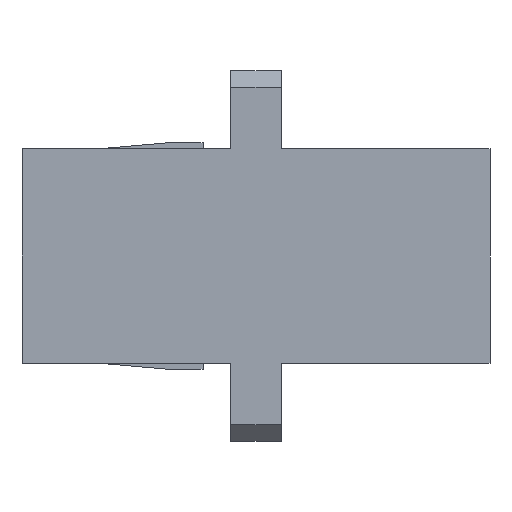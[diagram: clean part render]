
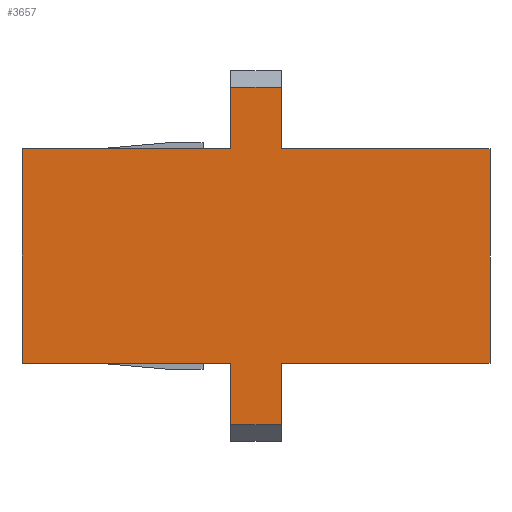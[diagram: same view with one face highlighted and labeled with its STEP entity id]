
A CAD part, left-side view. The second image highlights one B-rep face of the part: STEP entity #3657.
In plain terms, the highlighted planar face has unit normal (-1, 0, 0).
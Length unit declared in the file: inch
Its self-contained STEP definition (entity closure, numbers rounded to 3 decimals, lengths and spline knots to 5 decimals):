
#526 = CARTESIAN_POINT ( 'NONE',  ( -0.1825, -0.552, 0.2525 ) ) ;
#528 = CARTESIAN_POINT ( 'NONE',  ( -0.1825, -0.06, 0.2525 ) ) ;
#595 = DIRECTION ( 'NONE',  ( 0., 1., 0. ) ) ;
#596 = VECTOR ( 'NONE', #595, 39.37008 ) ;
#597 = CARTESIAN_POINT ( 'NONE',  ( -0.1825, -0.552, 0.2525 ) ) ;
#598 = LINE ( 'NONE', #597, #596 ) ;
#1216 = CARTESIAN_POINT ( 'NONE',  ( -0.1825, -0.06, -0.2525 ) ) ;
#1739 = DIRECTION ( 'NONE',  ( 0., -1., 0. ) ) ;
#1740 = VECTOR ( 'NONE', #1739, 39.37008 ) ;
#1741 = CARTESIAN_POINT ( 'NONE',  ( -0.1825, 0.552, -0.2525 ) ) ;
#1742 = LINE ( 'NONE', #1741, #1740 ) ;
#1748 = CARTESIAN_POINT ( 'NONE',  ( -0.1825, 0.06, -0.2525 ) ) ;
#1754 = CARTESIAN_POINT ( 'NONE',  ( -0.1825, 0.552, -0.2525 ) ) ;
#2073 = DIRECTION ( 'NONE',  ( 0., 1., 0. ) ) ;
#2074 = VECTOR ( 'NONE', #2073, 39.37008 ) ;
#2075 = CARTESIAN_POINT ( 'NONE',  ( -0.1825, -0.552, -0.2525 ) ) ;
#2076 = LINE ( 'NONE', #2075, #2074 ) ;
#2077 = CARTESIAN_POINT ( 'NONE',  ( -0.1825, -0.552, -0.2525 ) ) ;
#2472 = DIRECTION ( 'NONE',  ( 0., 0., 1. ) ) ;
#2473 = VECTOR ( 'NONE', #2472, 39.37008 ) ;
#2474 = CARTESIAN_POINT ( 'NONE',  ( -0.1825, 0.552, -0.2525 ) ) ;
#2475 = LINE ( 'NONE', #2474, #2473 ) ;
#2628 = CARTESIAN_POINT ( 'NONE',  ( -0.1825, 0.552, 0.2525 ) ) ;
#2776 = DIRECTION ( 'NONE',  ( 0., -1., 0. ) ) ;
#2777 = VECTOR ( 'NONE', #2776, 39.37008 ) ;
#2778 = CARTESIAN_POINT ( 'NONE',  ( -0.1825, 0.552, 0.2525 ) ) ;
#2779 = LINE ( 'NONE', #2778, #2777 ) ;
#2780 = CARTESIAN_POINT ( 'NONE',  ( -0.1825, 0.06, 0.2525 ) ) ;
#3640 = ORIENTED_EDGE ( 'NONE', *, *, #3641, .T. ) ;
#3641 = EDGE_CURVE ( 'NONE', #7119, #6484, #9556, .T. ) ;
#3642 = ORIENTED_EDGE ( 'NONE', *, *, #6516, .T. ) ;
#3643 = ORIENTED_EDGE ( 'NONE', *, *, #3644, .T. ) ;
#3644 = EDGE_CURVE ( 'NONE', #6482, #3645, #9548, .T. ) ;
#3645 = VERTEX_POINT ( 'NONE', #9544 ) ;
#3646 = ORIENTED_EDGE ( 'NONE', *, *, #3647, .T. ) ;
#3647 = EDGE_CURVE ( 'NONE', #3645, #3682, #9543, .T. ) ;
#3648 = ORIENTED_EDGE ( 'NONE', *, *, #3681, .F. ) ;
#3649 = ORIENTED_EDGE ( 'NONE', *, *, #10975, .F. ) ;
#3650 = ORIENTED_EDGE ( 'NONE', *, *, #10755, .F. ) ;
#3657 = ADVANCED_FACE ( 'NONE', ( #9591 ), #9590, .F. ) ;
#3658 = EDGE_LOOP ( 'NONE', ( #3659, #3663, #3665, #3640, #3642, #3643, #3646, #3648, #3649, #3650, #3709, #3710 ) ) ;
#3659 = ORIENTED_EDGE ( 'NONE', *, *, #3660, .T. ) ;
#3660 = EDGE_CURVE ( 'NONE', #3661, #3662, #9585, .T. ) ;
#3661 = VERTEX_POINT ( 'NONE', #9581 ) ;
#3662 = VERTEX_POINT ( 'NONE', #9580 ) ;
#3663 = ORIENTED_EDGE ( 'NONE', *, *, #3664, .T. ) ;
#3664 = EDGE_CURVE ( 'NONE', #3662, #6836, #9579, .T. ) ;
#3665 = ORIENTED_EDGE ( 'NONE', *, *, #7120, .F. ) ;
#3681 = EDGE_CURVE ( 'NONE', #10973, #3682, #9627, .T. ) ;
#3682 = VERTEX_POINT ( 'NONE', #9623 ) ;
#3709 = ORIENTED_EDGE ( 'NONE', *, *, #6951, .T. ) ;
#3710 = ORIENTED_EDGE ( 'NONE', *, *, #3711, .F. ) ;
#3711 = EDGE_CURVE ( 'NONE', #3661, #6945, #9640, .T. ) ;
#6482 = VERTEX_POINT ( 'NONE', #528 ) ;
#6484 = VERTEX_POINT ( 'NONE', #526 ) ;
#6516 = EDGE_CURVE ( 'Edge1', #6484, #6482, #598, .T. ) ;
#6836 = VERTEX_POINT ( 'NONE', #1216 ) ;
#6942 = VERTEX_POINT ( 'NONE', #1754 ) ;
#6945 = VERTEX_POINT ( 'NONE', #1748 ) ;
#6951 = EDGE_CURVE ( 'NONE', #6942, #6945, #1742, .T. ) ;
#7119 = VERTEX_POINT ( 'NONE', #2077 ) ;
#7120 = EDGE_CURVE ( 'NONE', #7119, #6836, #2076, .T. ) ;
#9540 = DIRECTION ( 'NONE',  ( 0., 1., 0. ) ) ;
#9541 = VECTOR ( 'NONE', #9540, 39.37008 ) ;
#9542 = CARTESIAN_POINT ( 'NONE',  ( -0.1825, 0.06, 0.3975 ) ) ;
#9543 = LINE ( 'NONE', #9542, #9541 ) ;
#9544 = CARTESIAN_POINT ( 'NONE',  ( -0.1825, -0.06, 0.3975 ) ) ;
#9545 = DIRECTION ( 'NONE',  ( 0., 0., 1. ) ) ;
#9546 = VECTOR ( 'NONE', #9545, 39.37008 ) ;
#9547 = CARTESIAN_POINT ( 'NONE',  ( -0.1825, -0.06, 0.4375 ) ) ;
#9548 = LINE ( 'NONE', #9547, #9546 ) ;
#9549 = DIRECTION ( 'NONE',  ( 0., 0., 1. ) ) ;
#9550 = VECTOR ( 'NONE', #9549, 39.37008 ) ;
#9551 = CARTESIAN_POINT ( 'NONE',  ( -0.1825, -0.552, -0.2525 ) ) ;
#9556 = LINE ( 'NONE', #9551, #9550 ) ;
#9576 = DIRECTION ( 'NONE',  ( 0., 0., 1. ) ) ;
#9577 = VECTOR ( 'NONE', #9576, 39.37008 ) ;
#9578 = CARTESIAN_POINT ( 'NONE',  ( -0.1825, -0.06, 0.4375 ) ) ;
#9579 = LINE ( 'NONE', #9578, #9577 ) ;
#9580 = CARTESIAN_POINT ( 'NONE',  ( -0.1825, -0.06, -0.3975 ) ) ;
#9581 = CARTESIAN_POINT ( 'NONE',  ( -0.1825, 0.06, -0.3975 ) ) ;
#9582 = DIRECTION ( 'NONE',  ( 0., -1., 0. ) ) ;
#9583 = VECTOR ( 'NONE', #9582, 39.37008 ) ;
#9584 = CARTESIAN_POINT ( 'NONE',  ( -0.1825, 0.06, -0.3975 ) ) ;
#9585 = LINE ( 'NONE', #9584, #9583 ) ;
#9586 = DIRECTION ( 'NONE',  ( 0., 0., -1. ) ) ;
#9587 = DIRECTION ( 'NONE',  ( 1., 0., 0. ) ) ;
#9588 = CARTESIAN_POINT ( 'NONE',  ( -0.1825, 0.06, 0.4375 ) ) ;
#9589 = AXIS2_PLACEMENT_3D ( 'NONE', #9588, #9587, #9586 ) ;
#9590 = PLANE ( 'NONE',  #9589 ) ;
#9591 = FACE_OUTER_BOUND ( 'NONE', #3658, .T. ) ;
#9623 = CARTESIAN_POINT ( 'NONE',  ( -0.1825, 0.06, 0.3975 ) ) ;
#9624 = DIRECTION ( 'NONE',  ( 0., 0., 1. ) ) ;
#9625 = VECTOR ( 'NONE', #9624, 39.37008 ) ;
#9626 = CARTESIAN_POINT ( 'NONE',  ( -0.1825, 0.06, 0.4375 ) ) ;
#9627 = LINE ( 'NONE', #9626, #9625 ) ;
#9637 = DIRECTION ( 'NONE',  ( 0., 0., 1. ) ) ;
#9638 = VECTOR ( 'NONE', #9637, 39.37008 ) ;
#9639 = CARTESIAN_POINT ( 'NONE',  ( -0.1825, 0.06, 0.4375 ) ) ;
#9640 = LINE ( 'NONE', #9639, #9638 ) ;
#10755 = EDGE_CURVE ( 'NONE', #6942, #10865, #2475, .T. ) ;
#10865 = VERTEX_POINT ( 'NONE', #2628 ) ;
#10973 = VERTEX_POINT ( 'NONE', #2780 ) ;
#10975 = EDGE_CURVE ( 'Edge2', #10865, #10973, #2779, .T. ) ;
